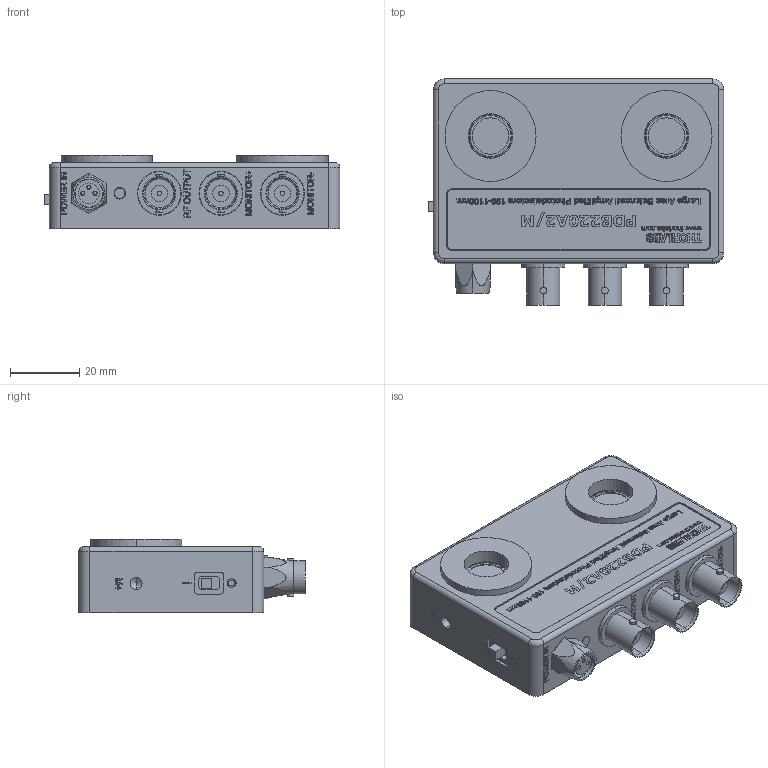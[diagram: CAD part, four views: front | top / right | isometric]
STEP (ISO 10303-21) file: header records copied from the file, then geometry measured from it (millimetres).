
FILE_DESCRIPTION (( 'STEP AP214' ), '1' );
FILE_NAME ('MTN003814-E0W.STEP', '2014-04-22T15:05:07', ( 'tempinstall' ), ( '' ), 'SwSTEP 2.0', 'SolidWorks 2013', '' );
FILE_SCHEMA (( 'AUTOMOTIVE_DESIGN' ));
Length unit declared in the file: millimetre
Products named in the file (1): MTN003814-E0W
Bounding box: 85.28 x 65.3 x 21.08 mm (x, y, z)
Volume: 33231 mm3; surface area: 38584.7 mm2
Topology: 37 solids, 39 shells, 2839 faces, 7463 edges, 4898 vertices
Faces by surface type: plane 1724, bspline 663, cylinder 318, cone 114, torus 20
Entity records: 151280 total; most frequent: CARTESIAN_POINT 53607, ORIENTED_EDGE 14870, DIRECTION 11193, EDGE_CURVE 7435, LINE 5229, VECTOR 5229, VERTEX_POINT 4898, EDGE_LOOP 3117
